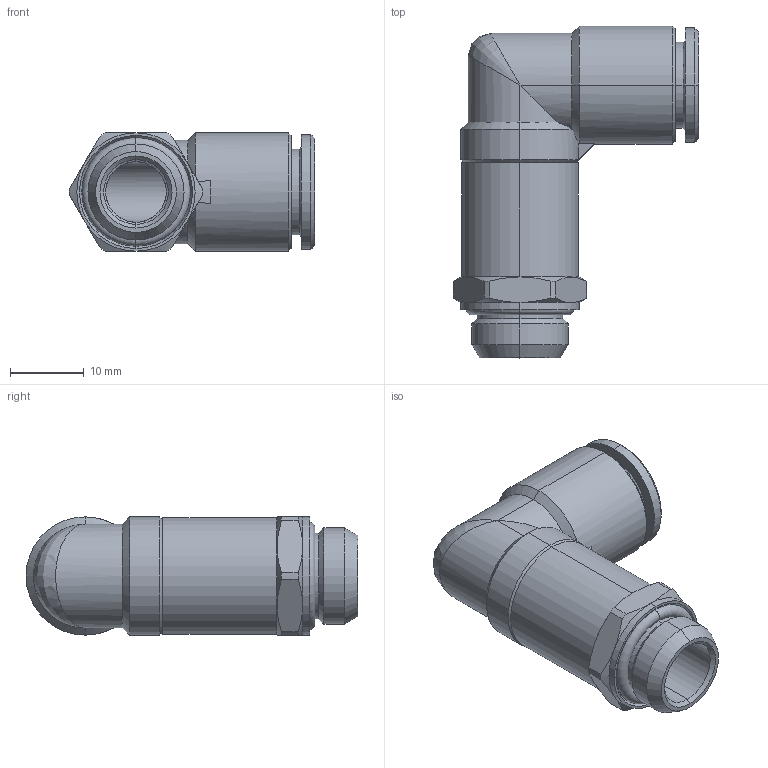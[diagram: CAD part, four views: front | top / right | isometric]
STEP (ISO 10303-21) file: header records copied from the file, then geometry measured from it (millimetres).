
FILE_DESCRIPTION(( 'RT.19.10.14.STEP' ), '1');
FILE_NAME( 'RT.19.10.14.STEP', '2018-10-08T15:04:13',( 'Sopra'),('sopra-pneumatic.com'), 'SwSTEP 2.0','SolidWorks 2009','' );
FILE_SCHEMA (( 'CONFIG_CONTROL_DESIGN' ));
Length unit declared in the file: millimetre
Products named in the file (1): B0090052
Bounding box: 33.15 x 44.9 x 16 mm (x, y, z)
Volume: 7029.7 mm3; surface area: 5480.8 mm2
Topology: 2 solids, 4 shells, 111 faces, 244 edges, 144 vertices
Faces by surface type: cylinder 45, cone 36, plane 25, torus 4, bspline 1
Entity records: 3840 total; most frequent: CARTESIAN_POINT 1343, DIRECTION 534, ORIENTED_EDGE 484, EDGE_CURVE 242, AXIS2_PLACEMENT_3D 220, VERTEX_POINT 144, EDGE_LOOP 120, FACE_OUTER_BOUND 111
